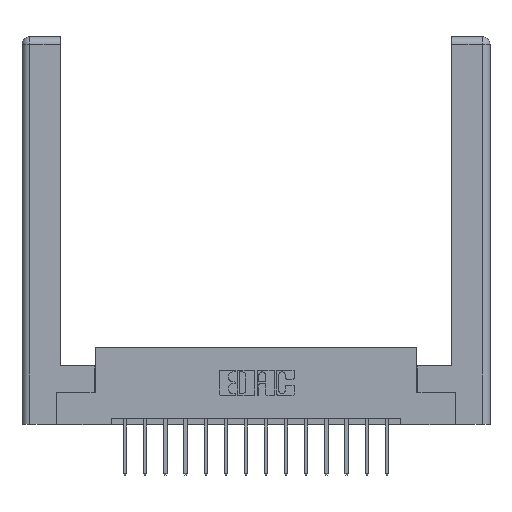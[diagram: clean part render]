
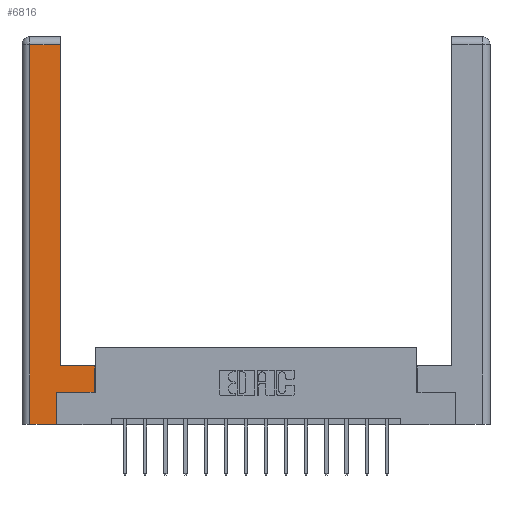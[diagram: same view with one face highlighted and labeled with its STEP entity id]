
A CAD part, top view. The second image highlights one B-rep face of the part: STEP entity #6816.
In plain terms, the highlighted planar face has unit normal (0, 0, 1).
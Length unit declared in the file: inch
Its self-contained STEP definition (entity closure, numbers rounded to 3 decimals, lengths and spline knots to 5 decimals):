
#186 = VERTEX_POINT ( 'NONE', #3740 ) ;
#398 = VERTEX_POINT ( 'NONE', #12887 ) ;
#948 = EDGE_CURVE ( 'NONE', #5023, #16586, #12684, .T. ) ;
#1465 = VECTOR ( 'NONE', #12678, 39.37008 ) ;
#1646 = EDGE_CURVE ( 'NONE', #10133, #5023, #12147, .T. ) ;
#1671 = CARTESIAN_POINT ( 'NONE',  ( 0.565, 0.45, 0. ) ) ;
#1716 = DIRECTION ( 'NONE',  ( -1., 0., 0. ) ) ;
#1858 = CARTESIAN_POINT ( 'NONE',  ( 0., 0., 0. ) ) ;
#1952 = CARTESIAN_POINT ( 'NONE',  ( 0.565, 0.245, 0. ) ) ;
#2156 = ORIENTED_EDGE ( 'NONE', *, *, #5835, .T. ) ;
#2801 = CARTESIAN_POINT ( 'NONE',  ( 0.0615, 0., 0. ) ) ;
#3123 = PLANE ( 'NONE',  #5574 ) ;
#3230 = ORIENTED_EDGE ( 'NONE', *, *, #4642, .T. ) ;
#3458 = VERTEX_POINT ( 'NONE', #11037 ) ;
#3740 = CARTESIAN_POINT ( 'NONE',  ( 0.0615, 2.94, 0. ) ) ;
#4642 = EDGE_CURVE ( 'NONE', #16586, #398, #10149, .T. ) ;
#4915 = FACE_OUTER_BOUND ( 'NONE', #8354, .T. ) ;
#4959 = LINE ( 'NONE', #6043, #1465 ) ;
#5023 = VERTEX_POINT ( 'NONE', #1671 ) ;
#5199 = DIRECTION ( 'NONE',  ( 0., 1., 0. ) ) ;
#5310 = VECTOR ( 'NONE', #5199, 39.37008 ) ;
#5517 = CARTESIAN_POINT ( 'NONE',  ( 0.265, 0.245, 0. ) ) ;
#5574 = AXIS2_PLACEMENT_3D ( 'NONE', #1858, #15134, #6998 ) ;
#5835 = EDGE_CURVE ( 'NONE', #11534, #3458, #4959, .T. ) ;
#6043 = CARTESIAN_POINT ( 'NONE',  ( 0.265, 0., 0. ) ) ;
#6259 = ORIENTED_EDGE ( 'NONE', *, *, #6554, .T. ) ;
#6440 = EDGE_CURVE ( 'NONE', #186, #11534, #13443, .T. ) ;
#6554 = EDGE_CURVE ( 'NONE', #3458, #16375, #14710, .T. ) ;
#6607 = DIRECTION ( 'NONE',  ( -1., 0., 0. ) ) ;
#6668 = VECTOR ( 'NONE', #9607, 39.37008 ) ;
#6741 = EDGE_CURVE ( 'NONE', #16375, #10133, #16343, .T. ) ;
#6816 = ADVANCED_FACE ( 'NONE', ( #4915 ), #3123, .F. ) ;
#6998 = DIRECTION ( 'NONE',  ( -1., 0., 0. ) ) ;
#8024 = ORIENTED_EDGE ( 'NONE', *, *, #9019, .T. ) ;
#8354 = EDGE_LOOP ( 'NONE', ( #3230, #8024, #16874, #2156, #6259, #11050, #16911, #16183 ) ) ;
#9019 = EDGE_CURVE ( 'NONE', #398, #186, #11376, .T. ) ;
#9607 = DIRECTION ( 'NONE',  ( 0., 1., 0. ) ) ;
#10133 = VERTEX_POINT ( 'NONE', #1952 ) ;
#10149 = LINE ( 'NONE', #10890, #6668 ) ;
#10229 = CARTESIAN_POINT ( 'NONE',  ( 0.565, 0.45, 0. ) ) ;
#10890 = CARTESIAN_POINT ( 'NONE',  ( 0.295, 3., 0. ) ) ;
#11037 = CARTESIAN_POINT ( 'NONE',  ( 0.265, 0., 0. ) ) ;
#11050 = ORIENTED_EDGE ( 'NONE', *, *, #6741, .T. ) ;
#11376 = LINE ( 'NONE', #11764, #11565 ) ;
#11455 = DIRECTION ( 'NONE',  ( 0., -1., 0. ) ) ;
#11534 = VERTEX_POINT ( 'NONE', #13523 ) ;
#11565 = VECTOR ( 'NONE', #6607, 39.37008 ) ;
#11764 = CARTESIAN_POINT ( 'NONE',  ( 0.0615, 2.94, 0. ) ) ;
#12147 = LINE ( 'NONE', #10229, #5310 ) ;
#12678 = DIRECTION ( 'NONE',  ( 1., 0., 0. ) ) ;
#12684 = LINE ( 'NONE', #16160, #15397 ) ;
#12887 = CARTESIAN_POINT ( 'NONE',  ( 0.295, 2.94, 0. ) ) ;
#13341 = CARTESIAN_POINT ( 'NONE',  ( 0.295, 0.45, 0. ) ) ;
#13443 = LINE ( 'NONE', #2801, #15533 ) ;
#13523 = CARTESIAN_POINT ( 'NONE',  ( 0.0615, 0., 0. ) ) ;
#14288 = VECTOR ( 'NONE', #16162, 39.37008 ) ;
#14710 = LINE ( 'NONE', #5517, #14288 ) ;
#15134 = DIRECTION ( 'NONE',  ( 0., 0., -1. ) ) ;
#15397 = VECTOR ( 'NONE', #1716, 39.37008 ) ;
#15445 = CARTESIAN_POINT ( 'NONE',  ( 0.265, 0.245, 0. ) ) ;
#15533 = VECTOR ( 'NONE', #11455, 39.37008 ) ;
#15719 = VECTOR ( 'NONE', #16092, 39.37008 ) ;
#16092 = DIRECTION ( 'NONE',  ( 1., 0., 0. ) ) ;
#16160 = CARTESIAN_POINT ( 'NONE',  ( 0.295, 0.45, 0. ) ) ;
#16162 = DIRECTION ( 'NONE',  ( 0., 1., 0. ) ) ;
#16183 = ORIENTED_EDGE ( 'NONE', *, *, #948, .T. ) ;
#16191 = CARTESIAN_POINT ( 'NONE',  ( 0.565, 0.245, 0. ) ) ;
#16343 = LINE ( 'NONE', #16191, #15719 ) ;
#16375 = VERTEX_POINT ( 'NONE', #15445 ) ;
#16586 = VERTEX_POINT ( 'NONE', #13341 ) ;
#16874 = ORIENTED_EDGE ( 'NONE', *, *, #6440, .T. ) ;
#16911 = ORIENTED_EDGE ( 'NONE', *, *, #1646, .T. ) ;
